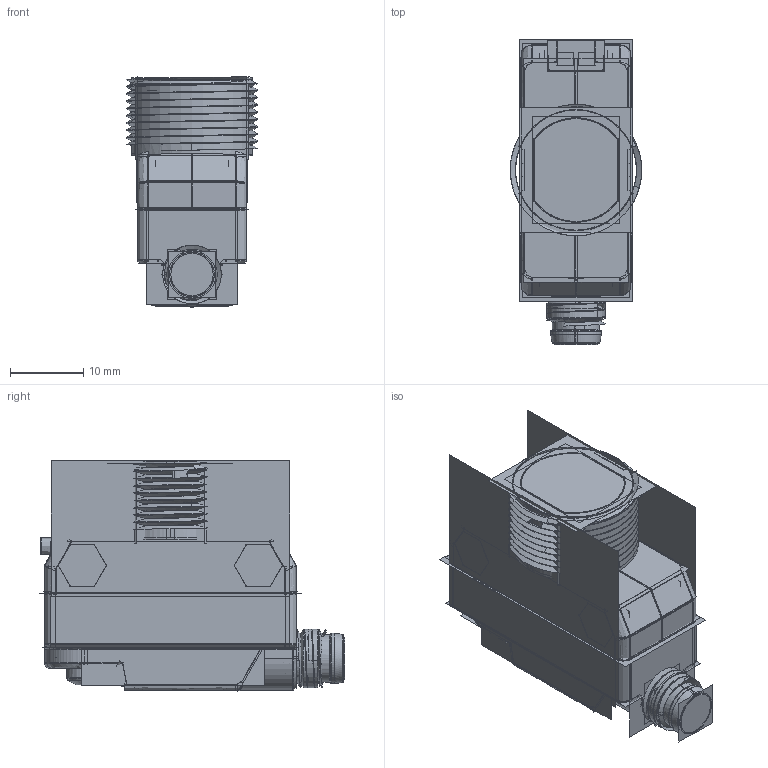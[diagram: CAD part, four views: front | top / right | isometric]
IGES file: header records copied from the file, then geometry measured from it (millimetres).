
Start section:  PTC IGES file: 194506.igs
Global section: file name: 194506.igs; native system: Creo Parametric by Parametric Technology Corporation; preprocessor: 2016010; author: PDMAdmin; organization: Unknown; date: 20160510.141730; units: millimetre
Bounding box: 18 x 41.8 x 31.63 mm (x, y, z)
Volume: 5514.5 mm3; surface area: 68316 mm2
Topology: 12 solids, 15 shells, 2962 faces, 14696 edges, 18336 vertices
Faces by surface type: bspline 1660, revolution 1302
